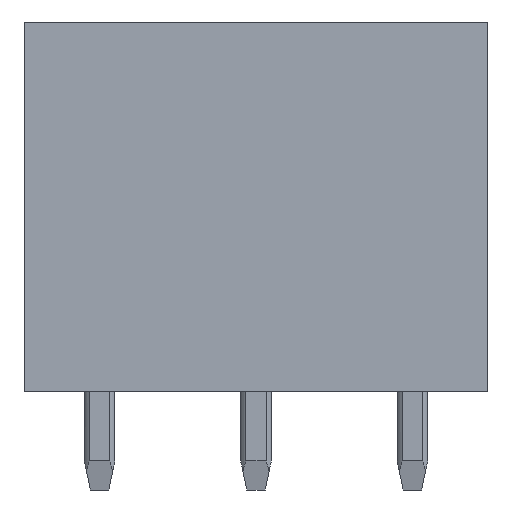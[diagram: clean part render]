
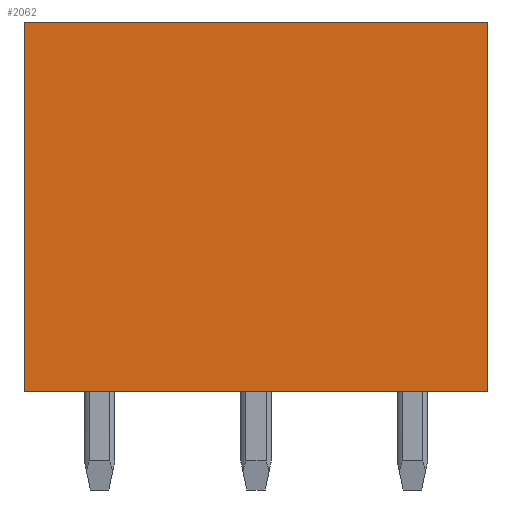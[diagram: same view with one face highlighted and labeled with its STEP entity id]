
A CAD part, front view. The second image highlights one B-rep face of the part: STEP entity #2062.
In plain terms, the highlighted planar face has unit normal (0, -1, 0).
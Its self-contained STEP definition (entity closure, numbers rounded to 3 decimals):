
#1787=CARTESIAN_POINT('',(-7.52,-3.8,0.0));
#1788=VERTEX_POINT('',#1787);
#1805=CARTESIAN_POINT('',(7.52,-3.8,0.0));
#1806=VERTEX_POINT('',#1805);
#1813=CARTESIAN_POINT('',(7.52,-3.8,0.0));
#1814=DIRECTION('',(-1.0,0.0,0.0));
#1815=VECTOR('',#1814,15.04);
#1816=LINE('',#1813,#1815);
#1817=EDGE_CURVE('',#1806,#1788,#1816,.T.);
#1942=CARTESIAN_POINT('',(-7.52,-3.8,12.0));
#1943=VERTEX_POINT('',#1942);
#1944=CARTESIAN_POINT('',(-7.52,-3.8,12.0));
#1945=DIRECTION('',(0.0,0.0,-1.0));
#1946=VECTOR('',#1945,12.0);
#1947=LINE('',#1944,#1946);
#1948=EDGE_CURVE('',#1943,#1788,#1947,.T.);
#2039=CARTESIAN_POINT('',(7.62,-3.8,12.0));
#2040=DIRECTION('',(0.0,-1.0,0.0));
#2041=DIRECTION('',(0.0,0.0,1.0));
#2042=AXIS2_PLACEMENT_3D('',#2039,#2040,#2041);
#2043=PLANE('',#2042);
#2044=ORIENTED_EDGE('',*,*,#1948,.T.);
#2045=ORIENTED_EDGE('',*,*,#1817,.F.);
#2046=CARTESIAN_POINT('',(7.52,-3.8,12.0));
#2047=VERTEX_POINT('',#2046);
#2048=CARTESIAN_POINT('',(7.52,-3.8,0.0));
#2049=DIRECTION('',(0.0,0.0,1.0));
#2050=VECTOR('',#2049,12.0);
#2051=LINE('',#2048,#2050);
#2052=EDGE_CURVE('',#1806,#2047,#2051,.T.);
#2053=ORIENTED_EDGE('',*,*,#2052,.T.);
#2054=CARTESIAN_POINT('',(7.52,-3.8,12.0));
#2055=DIRECTION('',(-1.0,0.0,0.0));
#2056=VECTOR('',#2055,15.04);
#2057=LINE('',#2054,#2056);
#2058=EDGE_CURVE('',#2047,#1943,#2057,.T.);
#2059=ORIENTED_EDGE('',*,*,#2058,.T.);
#2060=EDGE_LOOP('',(#2044,#2045,#2053,#2059));
#2061=FACE_OUTER_BOUND('',#2060,.T.);
#2062=ADVANCED_FACE('',(#2061),#2043,.T.);
